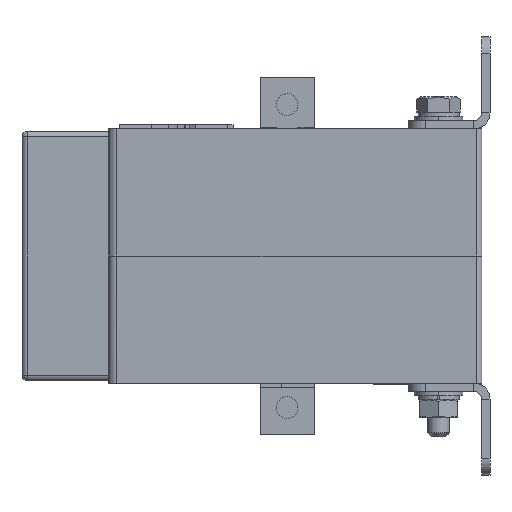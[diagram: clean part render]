
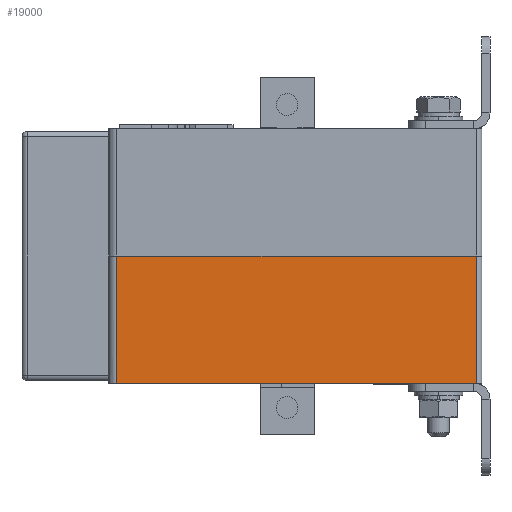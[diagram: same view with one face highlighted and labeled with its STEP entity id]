
A CAD part, left-side view. The second image highlights one B-rep face of the part: STEP entity #19000.
In plain terms, the highlighted planar face has unit normal (-1, 0, 0).
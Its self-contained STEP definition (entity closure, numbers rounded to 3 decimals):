
#1202 = CARTESIAN_POINT ( 'NONE',  ( -36., 31.5, -23.5 ) ) ;
#5029 = ORIENTED_EDGE ( 'NONE', *, *, #20553, .T. ) ;
#7294 = VECTOR ( 'NONE', #11756, 1000. ) ;
#7461 = EDGE_LOOP ( 'NONE', ( #26604, #26522, #10247, #5029 ) ) ;
#7468 = LINE ( 'NONE', #19353, #7294 ) ;
#7659 = VECTOR ( 'NONE', #11078, 1000. ) ;
#7754 = LINE ( 'NONE', #20684, #7659 ) ;
#8125 = LINE ( 'NONE', #16318, #11998 ) ;
#9175 = CARTESIAN_POINT ( 'NONE',  ( -36., -35., -23.5 ) ) ;
#9314 = VERTEX_POINT ( 'NONE', #22073 ) ;
#10247 = ORIENTED_EDGE ( 'NONE', *, *, #21862, .T. ) ;
#11078 = DIRECTION ( 'NONE',  ( 0., 0., 1. ) ) ;
#11756 = DIRECTION ( 'NONE',  ( 0., -1., 0. ) ) ;
#11998 = VECTOR ( 'NONE', #28359, 1000. ) ;
#12557 = DIRECTION ( 'NONE',  ( 0., 0., 1. ) ) ;
#13179 = VECTOR ( 'NONE', #12557, 1000. ) ;
#13241 = LINE ( 'NONE', #9175, #13179 ) ;
#16318 = CARTESIAN_POINT ( 'NONE',  ( -36., -35., 0. ) ) ;
#17291 = DIRECTION ( 'NONE',  ( 0., -1., 0. ) ) ;
#17318 = DIRECTION ( 'NONE',  ( -1., 0., 0. ) ) ;
#17321 = PLANE ( 'NONE',  #22299 ) ;
#17455 = CARTESIAN_POINT ( 'NONE',  ( -36., -35., -23.5 ) ) ;
#18876 = VERTEX_POINT ( 'NONE', #19525 ) ;
#19000 = ADVANCED_FACE ( 'NONE', ( #21712 ), #17321, .T. ) ;
#19353 = CARTESIAN_POINT ( 'NONE',  ( -36., -35., -23.5 ) ) ;
#19525 = CARTESIAN_POINT ( 'NONE',  ( -36., -35., -23.5 ) ) ;
#20044 = CARTESIAN_POINT ( 'NONE',  ( -36., -35., 0. ) ) ;
#20058 = VERTEX_POINT ( 'NONE', #1202 ) ;
#20553 = EDGE_CURVE ( 'NONE', #18876, #28077, #13241, .T. ) ;
#20684 = CARTESIAN_POINT ( 'NONE',  ( -36., 31.5, -23.5 ) ) ;
#20861 = EDGE_CURVE ( 'NONE', #9314, #28077, #8125, .T. ) ;
#21712 = FACE_OUTER_BOUND ( 'NONE', #7461, .T. ) ;
#21825 = EDGE_CURVE ( 'NONE', #20058, #9314, #7754, .T. ) ;
#21862 = EDGE_CURVE ( 'NONE', #20058, #18876, #7468, .T. ) ;
#22073 = CARTESIAN_POINT ( 'NONE',  ( -36., 31.5, 0. ) ) ;
#22299 = AXIS2_PLACEMENT_3D ( 'NONE', #17455, #17318, #17291 ) ;
#26522 = ORIENTED_EDGE ( 'NONE', *, *, #21825, .F. ) ;
#26604 = ORIENTED_EDGE ( 'NONE', *, *, #20861, .F. ) ;
#28077 = VERTEX_POINT ( 'NONE', #20044 ) ;
#28359 = DIRECTION ( 'NONE',  ( 0., -1., 0. ) ) ;
